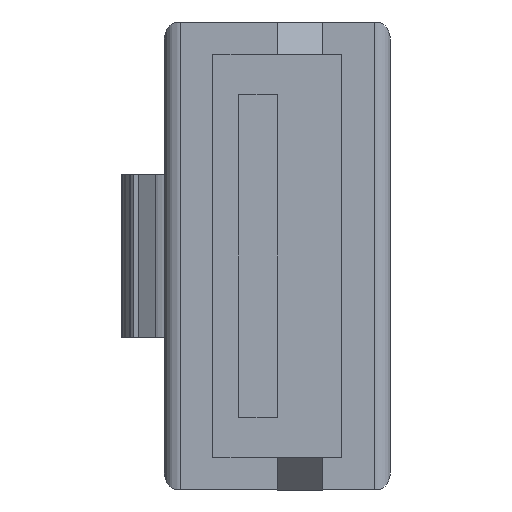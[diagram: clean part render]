
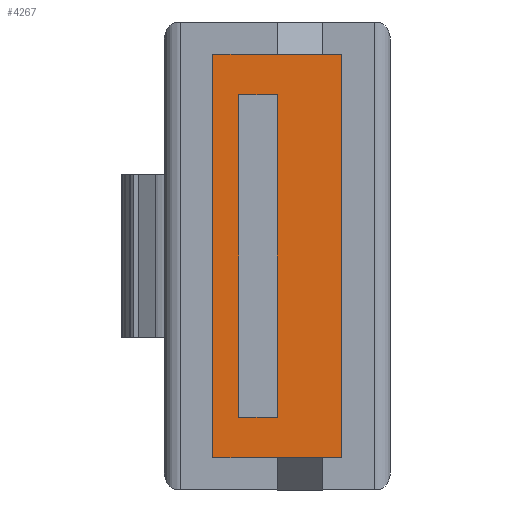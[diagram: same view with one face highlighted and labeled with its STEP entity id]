
A CAD part, left-side view. The second image highlights one B-rep face of the part: STEP entity #4267.
In plain terms, the highlighted face is planar.
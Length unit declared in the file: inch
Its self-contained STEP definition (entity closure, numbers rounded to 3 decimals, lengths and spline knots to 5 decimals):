
#18 = EDGE_CURVE ( 'NONE', #1687, #3522, #907, .T. ) ;
#106 = CARTESIAN_POINT ( 'NONE',  ( 0.5898, 0.07874, -0.24606 ) ) ;
#134 = CARTESIAN_POINT ( 'NONE',  ( 0.5898, 0., 0.24606 ) ) ;
#146 = ORIENTED_EDGE ( 'NONE', *, *, #225, .F. ) ;
#159 = VECTOR ( 'NONE', #4589, 39.37008 ) ;
#225 = EDGE_CURVE ( 'NONE', #4981, #5314, #1072, .T. ) ;
#306 = VERTEX_POINT ( 'NONE', #4108 ) ;
#373 = VECTOR ( 'NONE', #3375, 39.37008 ) ;
#406 = CARTESIAN_POINT ( 'NONE',  ( 0.5898, -0.07874, -0.24606 ) ) ;
#482 = ORIENTED_EDGE ( 'NONE', *, *, #18, .T. ) ;
#512 = LINE ( 'NONE', #134, #2051 ) ;
#525 = VERTEX_POINT ( 'NONE', #1920 ) ;
#540 = ORIENTED_EDGE ( 'NONE', *, *, #2610, .F. ) ;
#568 = EDGE_LOOP ( 'NONE', ( #482, #2164, #4089, #2826, #2674, #3796, #4091, #540 ) ) ;
#605 = EDGE_CURVE ( 'NONE', #5155, #525, #512, .T. ) ;
#787 = LINE ( 'NONE', #5261, #4005 ) ;
#907 = LINE ( 'NONE', #4701, #1100 ) ;
#922 = DIRECTION ( 'NONE',  ( -1., 0., 0. ) ) ;
#935 = VERTEX_POINT ( 'NONE', #2645 ) ;
#977 = DIRECTION ( 'NONE',  ( 0., 1., 0. ) ) ;
#1072 = LINE ( 'NONE', #2344, #2232 ) ;
#1097 = LINE ( 'NONE', #4038, #4649 ) ;
#1100 = VECTOR ( 'NONE', #1339, 39.37008 ) ;
#1216 = DIRECTION ( 'NONE',  ( 0., 1., 0. ) ) ;
#1236 = EDGE_CURVE ( 'NONE', #306, #2481, #787, .T. ) ;
#1295 = EDGE_CURVE ( 'NONE', #4604, #2481, #3464, .T. ) ;
#1323 = CARTESIAN_POINT ( 'NONE',  ( 0.5898, -0.04724, 0.19685 ) ) ;
#1339 = DIRECTION ( 'NONE',  ( 0., -1., 0. ) ) ;
#1372 = ORIENTED_EDGE ( 'NONE', *, *, #1567, .F. ) ;
#1375 = CARTESIAN_POINT ( 'NONE',  ( 0.5898, 0., -0.19685 ) ) ;
#1560 = LINE ( 'NONE', #4103, #4471 ) ;
#1567 = EDGE_CURVE ( 'NONE', #4671, #935, #2040, .T. ) ;
#1634 = DIRECTION ( 'NONE',  ( 0., 0., 1. ) ) ;
#1687 = VERTEX_POINT ( 'NONE', #2825 ) ;
#1798 = VECTOR ( 'NONE', #4307, 39.37008 ) ;
#1833 = ORIENTED_EDGE ( 'NONE', *, *, #5258, .F. ) ;
#1890 = AXIS2_PLACEMENT_3D ( 'NONE', #2609, #922, #2996 ) ;
#1920 = CARTESIAN_POINT ( 'NONE',  ( 0.5898, 0., 0.24606 ) ) ;
#2040 = LINE ( 'NONE', #5338, #3402 ) ;
#2051 = VECTOR ( 'NONE', #3338, 39.37008 ) ;
#2164 = ORIENTED_EDGE ( 'NONE', *, *, #5103, .F. ) ;
#2175 = FACE_BOUND ( 'NONE', #2532, .T. ) ;
#2232 = VECTOR ( 'NONE', #3498, 39.37008 ) ;
#2344 = CARTESIAN_POINT ( 'NONE',  ( 0.5898, -0.04724, 0.19685 ) ) ;
#2374 = DIRECTION ( 'NONE',  ( 0., -1., 0. ) ) ;
#2481 = VERTEX_POINT ( 'NONE', #3591 ) ;
#2516 = DIRECTION ( 'NONE',  ( 0., 1., 0. ) ) ;
#2532 = EDGE_LOOP ( 'NONE', ( #146, #1833, #1372, #3382 ) ) ;
#2556 = FACE_OUTER_BOUND ( 'NONE', #568, .T. ) ;
#2609 = CARTESIAN_POINT ( 'NONE',  ( 0.5898, 0.1378, -0.28543 ) ) ;
#2610 = EDGE_CURVE ( 'NONE', #1687, #4604, #3749, .T. ) ;
#2627 = LINE ( 'NONE', #1375, #3694 ) ;
#2645 = CARTESIAN_POINT ( 'NONE',  ( 0.5898, 0., 0.19685 ) ) ;
#2661 = LINE ( 'NONE', #4276, #1798 ) ;
#2674 = ORIENTED_EDGE ( 'NONE', *, *, #4477, .T. ) ;
#2825 = CARTESIAN_POINT ( 'NONE',  ( 0.5898, 0.07874, 0.24606 ) ) ;
#2826 = ORIENTED_EDGE ( 'NONE', *, *, #3279, .T. ) ;
#2904 = LINE ( 'NONE', #4551, #3698 ) ;
#2996 = DIRECTION ( 'NONE',  ( 0., 0., 1. ) ) ;
#3029 = PLANE ( 'NONE',  #1890 ) ;
#3206 = DIRECTION ( 'NONE',  ( 0., 1., 0. ) ) ;
#3279 = EDGE_CURVE ( 'NONE', #5155, #5293, #2661, .T. ) ;
#3338 = DIRECTION ( 'NONE',  ( 0., 1., 0. ) ) ;
#3375 = DIRECTION ( 'NONE',  ( 0., -1., 0. ) ) ;
#3382 = ORIENTED_EDGE ( 'NONE', *, *, #4699, .F. ) ;
#3402 = VECTOR ( 'NONE', #1634, 39.37008 ) ;
#3464 = LINE ( 'NONE', #4191, #373 ) ;
#3498 = DIRECTION ( 'NONE',  ( 0., 0., -1. ) ) ;
#3501 = CARTESIAN_POINT ( 'NONE',  ( 0.5898, -0.07874, 0.24606 ) ) ;
#3505 = CARTESIAN_POINT ( 'NONE',  ( 0.5898, 0., -0.19685 ) ) ;
#3522 = VERTEX_POINT ( 'NONE', #5013 ) ;
#3591 = CARTESIAN_POINT ( 'NONE',  ( 0.5898, 0.05512, -0.24606 ) ) ;
#3694 = VECTOR ( 'NONE', #977, 39.37008 ) ;
#3698 = VECTOR ( 'NONE', #2516, 39.37008 ) ;
#3749 = LINE ( 'NONE', #4563, #159 ) ;
#3796 = ORIENTED_EDGE ( 'NONE', *, *, #1236, .T. ) ;
#4005 = VECTOR ( 'NONE', #3206, 39.37008 ) ;
#4038 = CARTESIAN_POINT ( 'NONE',  ( 0.5898, 0., 0.19685 ) ) ;
#4089 = ORIENTED_EDGE ( 'NONE', *, *, #605, .F. ) ;
#4091 = ORIENTED_EDGE ( 'NONE', *, *, #1295, .F. ) ;
#4103 = CARTESIAN_POINT ( 'NONE',  ( 0.5898, 0., -0.24606 ) ) ;
#4108 = CARTESIAN_POINT ( 'NONE',  ( 0.5898, 0., -0.24606 ) ) ;
#4191 = CARTESIAN_POINT ( 'NONE',  ( 0.5898, 0., -0.24606 ) ) ;
#4267 = ADVANCED_FACE ( 'NONE', ( #2175, #2556 ), #3029, .F. ) ;
#4276 = CARTESIAN_POINT ( 'NONE',  ( 0.5898, -0.07874, -0.49863 ) ) ;
#4307 = DIRECTION ( 'NONE',  ( 0., 0., -1. ) ) ;
#4471 = VECTOR ( 'NONE', #1216, 39.37008 ) ;
#4477 = EDGE_CURVE ( 'NONE', #5293, #306, #1560, .T. ) ;
#4551 = CARTESIAN_POINT ( 'NONE',  ( 0.5898, -0.1378, 0.24606 ) ) ;
#4563 = CARTESIAN_POINT ( 'NONE',  ( 0.5898, 0.07874, -0.49863 ) ) ;
#4589 = DIRECTION ( 'NONE',  ( 0., 0., -1. ) ) ;
#4604 = VERTEX_POINT ( 'NONE', #106 ) ;
#4649 = VECTOR ( 'NONE', #2374, 39.37008 ) ;
#4671 = VERTEX_POINT ( 'NONE', #3505 ) ;
#4699 = EDGE_CURVE ( 'NONE', #5314, #4671, #2627, .T. ) ;
#4701 = CARTESIAN_POINT ( 'NONE',  ( 0.5898, 0., 0.24606 ) ) ;
#4981 = VERTEX_POINT ( 'NONE', #1323 ) ;
#5005 = CARTESIAN_POINT ( 'NONE',  ( 0.5898, -0.04724, -0.19685 ) ) ;
#5013 = CARTESIAN_POINT ( 'NONE',  ( 0.5898, 0.05512, 0.24606 ) ) ;
#5103 = EDGE_CURVE ( 'NONE', #525, #3522, #2904, .T. ) ;
#5155 = VERTEX_POINT ( 'NONE', #3501 ) ;
#5258 = EDGE_CURVE ( 'NONE', #935, #4981, #1097, .T. ) ;
#5261 = CARTESIAN_POINT ( 'NONE',  ( 0.5898, -0.1378, -0.24606 ) ) ;
#5293 = VERTEX_POINT ( 'NONE', #406 ) ;
#5314 = VERTEX_POINT ( 'NONE', #5005 ) ;
#5338 = CARTESIAN_POINT ( 'NONE',  ( 0.5898, 0., 0.19685 ) ) ;
